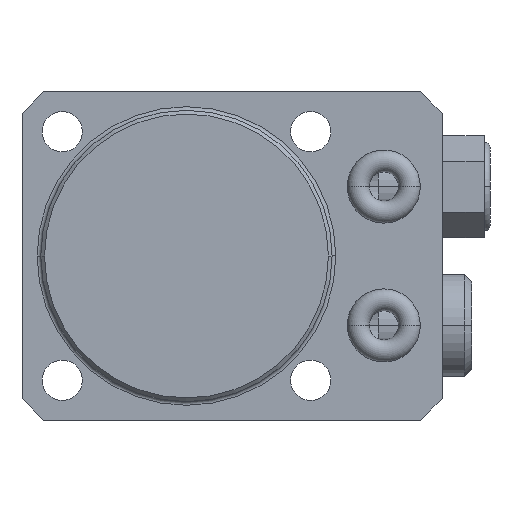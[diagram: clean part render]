
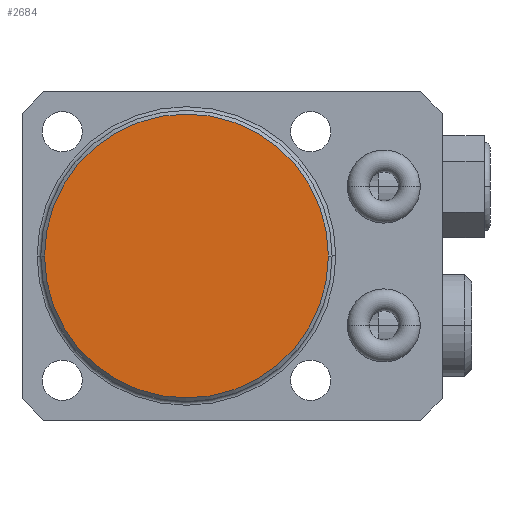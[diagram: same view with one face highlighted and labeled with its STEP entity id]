
A CAD part, front view. The second image highlights one B-rep face of the part: STEP entity #2684.
In plain terms, the highlighted planar face has unit normal (0, -1, 0).
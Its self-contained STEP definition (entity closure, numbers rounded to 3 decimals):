
#225=CARTESIAN_POINT('',(0.,-32.5,
0.));
#226=DIRECTION('',(0.,-1.,0.));
#227=DIRECTION('',(-1.,0.,0.));
#228=AXIS2_PLACEMENT_3D('',#225,#226,#227);
#233=CARTESIAN_POINT('',(0.,-32.5,
0.));
#234=DIRECTION('',(0.,-1.,0.));
#235=DIRECTION('',(1.,0.,0.));
#236=AXIS2_PLACEMENT_3D('',#233,#234,#235);
#2382=CARTESIAN_POINT('',(-19.425,-32.5,0.));
#2383=CARTESIAN_POINT('',(19.425,-32.5,0.));
#2384=VERTEX_POINT('',#2382);
#2385=VERTEX_POINT('',#2383);
#2674=CARTESIAN_POINT('',(0.,-32.5,0.));
#2675=DIRECTION('',(0.,1.,0.));
#2676=DIRECTION('',(1.,0.,0.));
#2677=AXIS2_PLACEMENT_3D('',#2674,#2675,#2676);
#2678=PLANE('',#2677);
#2679=ORIENTED_EDGE('',*,*,#2664,.F.);
#2681=ORIENTED_EDGE('',*,*,#2680,.F.);
#2682=EDGE_LOOP('',(#2679,#2681));
#2683=FACE_OUTER_BOUND('',#2682,.F.);
#229=CIRCLE('',#228,19.425);
#237=CIRCLE('',#236,19.425);
#2664=EDGE_CURVE('',#2384,#2385,#229,.T.);
#2680=EDGE_CURVE('',#2385,#2384,#237,.T.);
#2684=ADVANCED_FACE('',(#2683),#2678,.F.);
